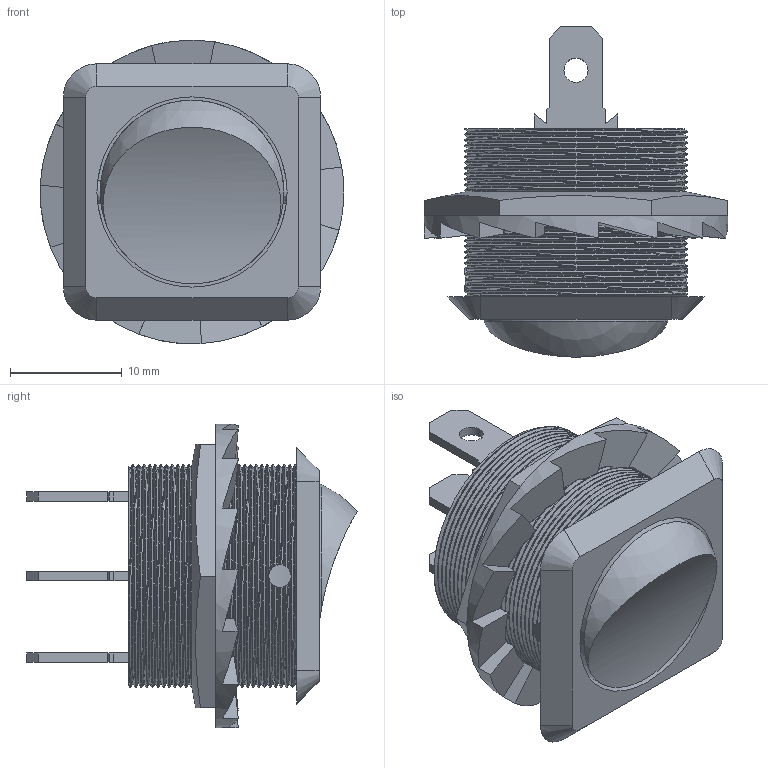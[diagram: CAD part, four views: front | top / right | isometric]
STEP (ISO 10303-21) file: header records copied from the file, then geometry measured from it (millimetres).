
FILE_DESCRIPTION(/* description */ (''),/* implementation_level */ '2;1');
FILE_NAME(/* name */ 'Round Type Single Pole Rocker Switch v4.step',/* time_stamp */ '2021-03-04T16:50:28-06:00',/* author */ (''),/* organization */ (''),/* preprocessor_version */ 'ST-DEVELOPER v18.1',/* originating_system */ 'Autodesk Translation Framework v9.10.0.1330',/* authorisation */ '');
FILE_SCHEMA (('AUTOMOTIVE_DESIGN { 1 0 10303 214 3 1 1 }'));
Length unit declared in the file: millimetre
Products named in the file (7): Round Type Single Pole Rocker Switch; Copper Terminal; Power In; Neutral terminal; Switch Body; Switch; Nut
Assembly tree (6 placements, depth 2):
  Round Type Single Pole Rocker Switch
    Copper Terminal
    Power In
    Neutral terminal
    Switch Body
    Switch
    Nut
Bounding box: 27.14 x 29.5 x 27.14 mm (x, y, z)
Volume: 4172.6 mm3; surface area: 6012 mm2
Topology: 7 solids, 7 shells, 383 faces, 1110 edges, 737 vertices
Faces by surface type: cylinder 138, bspline 125, plane 115, cone 4, sphere 1
Full cylindrical faces by diameter (mm): 2 x2, 2.15 x3, 16.4 x1, 17 x1, 19.348 x25, 19.927 x25, 27.135 x1
Entity records: 26115 total; most frequent: CARTESIAN_POINT 17131, ORIENTED_EDGE 2250, DIRECTION 1145, EDGE_CURVE 1125, VERTEX_POINT 767, B_SPLINE_CURVE_WITH_KNOTS 623, EDGE_LOOP 408, LINE 399
